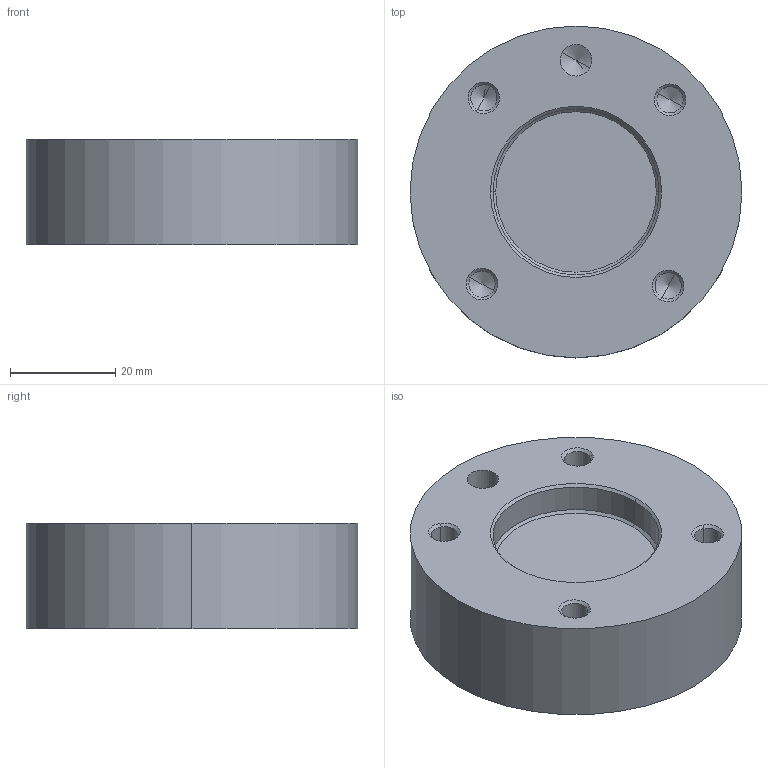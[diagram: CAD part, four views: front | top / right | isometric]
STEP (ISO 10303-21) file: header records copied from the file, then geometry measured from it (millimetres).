
FILE_DESCRIPTION(('CATIA V5 STEP Exchange'),'2;1');
FILE_NAME('Connector2.stp','2020-05-20T16:05:42+00:00',('none'),('none'),'CATIA Version 5 Release 19 SP 9 (IN-10)','CATIA V5 STEP AP203','none');
FILE_SCHEMA(('CONFIG_CONTROL_DESIGN'));
Length unit declared in the file: millimetre
Products named in the file (1): Connector2
Bounding box: 63 x 63 x 20 mm (x, y, z)
Volume: 56646.8 mm3; surface area: 11367.4 mm2
Topology: 1 solids, 1 shells, 39 faces, 86 edges, 45 vertices
Faces by surface type: cone 22, cylinder 14, plane 3
Entity records: 936 total; most frequent: ORIENTED_EDGE 152, CARTESIAN_POINT 149, DIRECTION 130, EDGE_CURVE 76, AXIS2_PLACEMENT_3D 68, EDGE_LOOP 45, VERTEX_POINT 45, CIRCLE 40
